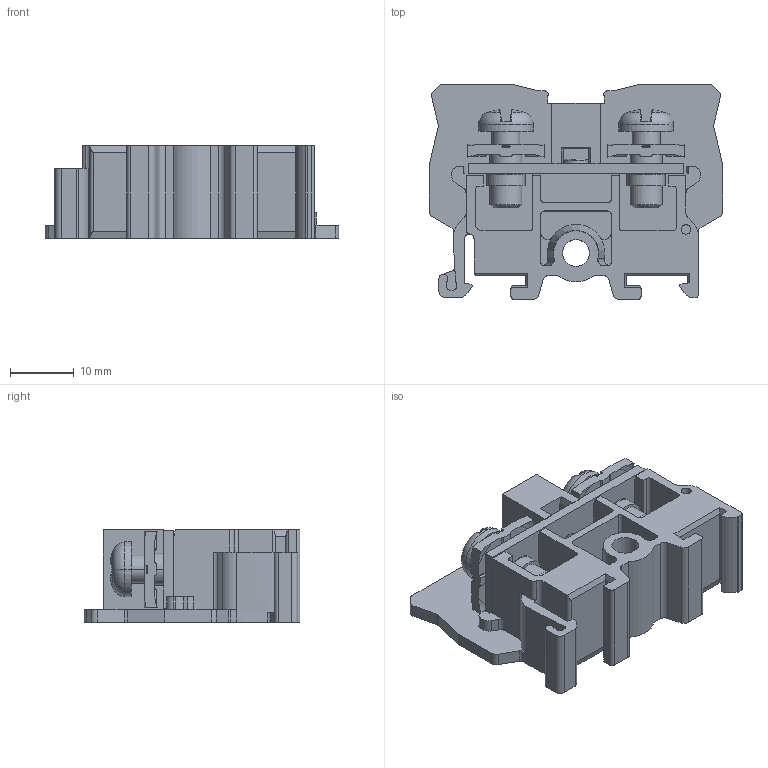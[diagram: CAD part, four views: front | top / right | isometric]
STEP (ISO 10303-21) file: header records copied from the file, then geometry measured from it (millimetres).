
FILE_DESCRIPTION((''),'2;1');
FILE_NAME('PRT0001_1','2018-04-14T',('Administrator'),(''),'PRO/ENGINEER BY PARAMETRIC TECHNOLOGY CORPORATION, 2008380','PRO/ENGINEER BY PARAMETRIC TECHNOLOGY CORPORATION, 2008380','');
FILE_SCHEMA(('CONFIG_CONTROL_DESIGN'));
Length unit declared in the file: millimetre
Products named in the file (1): PRT0001_1
Bounding box: 46 x 33.8 x 14.5 mm (x, y, z)
Volume: 9181.5 mm3; surface area: 9294.1 mm2
Topology: 1 solids, 5 shells, 708 faces, 1957 edges, 1237 vertices
Faces by surface type: cylinder 259, plane 243, torus 101, bspline 50, cone 35, sphere 20
Entity records: 25473 total; most frequent: CARTESIAN_POINT 7405, ORIENTED_EDGE 3858, DIRECTION 3835, EDGE_CURVE 1937, AXIS2_PLACEMENT_3D 1452, VERTEX_POINT 1237, VECTOR 931, LINE 931
